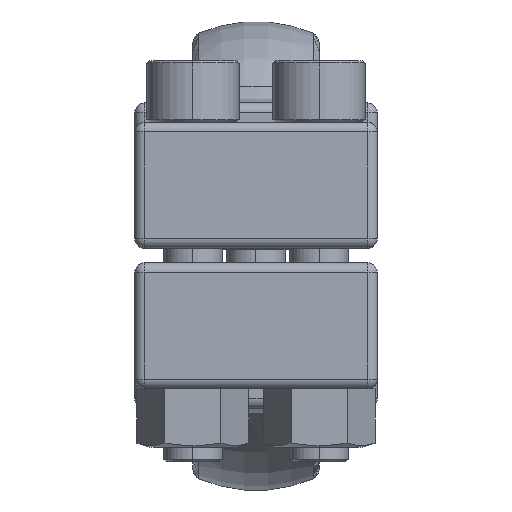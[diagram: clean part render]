
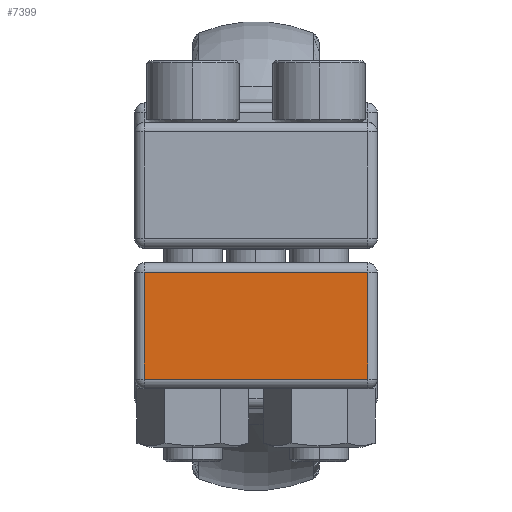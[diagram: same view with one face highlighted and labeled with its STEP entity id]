
A CAD part, top view. The second image highlights one B-rep face of the part: STEP entity #7399.
In plain terms, the highlighted planar face has unit normal (0, 0, 1).
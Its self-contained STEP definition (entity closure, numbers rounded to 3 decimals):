
#501 = CARTESIAN_POINT ( 'NONE',  ( 13., -25.5, 66.5 ) ) ;
#1095 = VECTOR ( 'NONE', #2662, 1000. ) ;
#1734 = AXIS2_PLACEMENT_3D ( 'NONE', #14360, #8569, #6282 ) ;
#2168 = ORIENTED_EDGE ( 'NONE', *, *, #11043, .T. ) ;
#2662 = DIRECTION ( 'NONE',  ( 1., 0., 0. ) ) ;
#3476 = DIRECTION ( 'NONE',  ( -1., 0., 0. ) ) ;
#3616 = ORIENTED_EDGE ( 'NONE', *, *, #11652, .T. ) ;
#3849 = PLANE ( 'NONE',  #1734 ) ;
#4151 = ORIENTED_EDGE ( 'NONE', *, *, #7968, .T. ) ;
#4600 = LINE ( 'NONE', #13980, #13199 ) ;
#5133 = VERTEX_POINT ( 'NONE', #10962 ) ;
#5212 = VECTOR ( 'NONE', #6765, 1000. ) ;
#5755 = ORIENTED_EDGE ( 'NONE', *, *, #6388, .T. ) ;
#5764 = CARTESIAN_POINT ( 'NONE',  ( 13., -3.5, 66.5 ) ) ;
#6282 = DIRECTION ( 'NONE',  ( -1., 0., 0. ) ) ;
#6356 = FACE_OUTER_BOUND ( 'NONE', #10241, .T. ) ;
#6388 = EDGE_CURVE ( 'NONE', #5133, #7005, #8048, .T. ) ;
#6765 = DIRECTION ( 'NONE',  ( 0., 1., 0. ) ) ;
#7005 = VERTEX_POINT ( 'NONE', #7766 ) ;
#7399 = ADVANCED_FACE ( 'NONE', ( #6356 ), #3849, .F. ) ;
#7466 = VERTEX_POINT ( 'NONE', #11939 ) ;
#7540 = LINE ( 'NONE', #501, #1095 ) ;
#7766 = CARTESIAN_POINT ( 'NONE',  ( -23., -3.5, 66.5 ) ) ;
#7968 = EDGE_CURVE ( 'NONE', #7005, #7466, #4600, .T. ) ;
#8048 = LINE ( 'NONE', #5764, #9372 ) ;
#8569 = DIRECTION ( 'NONE',  ( 0., 0., -1. ) ) ;
#8611 = VERTEX_POINT ( 'NONE', #11728 ) ;
#9048 = LINE ( 'NONE', #13693, #5212 ) ;
#9255 = DIRECTION ( 'NONE',  ( 0., -1., 0. ) ) ;
#9372 = VECTOR ( 'NONE', #3476, 1000. ) ;
#10241 = EDGE_LOOP ( 'NONE', ( #4151, #2168, #3616, #5755 ) ) ;
#10962 = CARTESIAN_POINT ( 'NONE',  ( 23., -3.5, 66.5 ) ) ;
#11043 = EDGE_CURVE ( 'NONE', #7466, #8611, #7540, .T. ) ;
#11652 = EDGE_CURVE ( 'NONE', #8611, #5133, #9048, .T. ) ;
#11728 = CARTESIAN_POINT ( 'NONE',  ( 23., -25.5, 66.5 ) ) ;
#11939 = CARTESIAN_POINT ( 'NONE',  ( -23., -25.5, 66.5 ) ) ;
#13199 = VECTOR ( 'NONE', #9255, 1000. ) ;
#13693 = CARTESIAN_POINT ( 'NONE',  ( 23., 1.5, 66.5 ) ) ;
#13980 = CARTESIAN_POINT ( 'NONE',  ( -23., 1.5, 66.5 ) ) ;
#14360 = CARTESIAN_POINT ( 'NONE',  ( 13., 1.5, 66.5 ) ) ;
